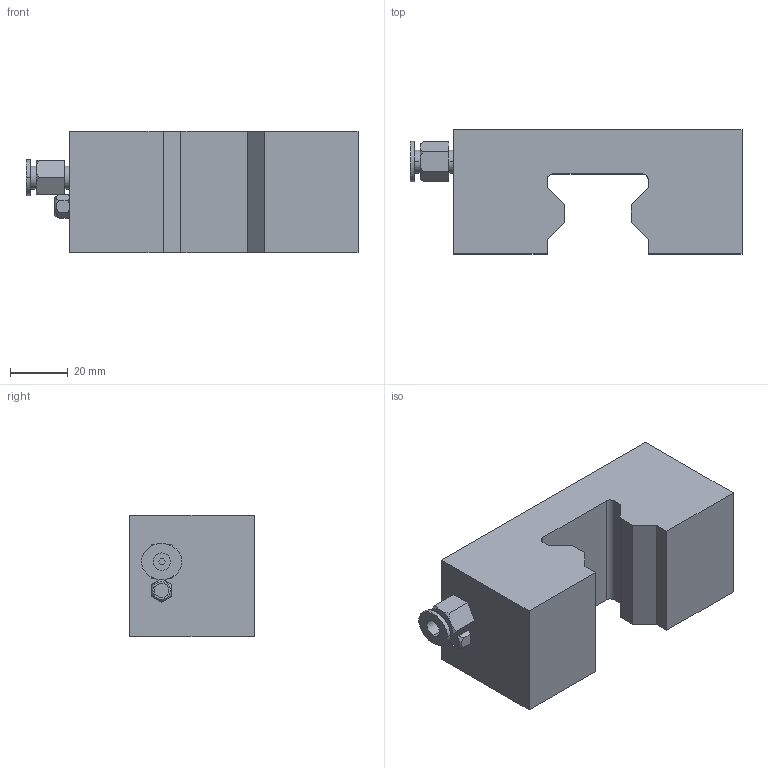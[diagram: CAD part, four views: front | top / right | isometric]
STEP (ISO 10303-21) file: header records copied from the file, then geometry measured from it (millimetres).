
FILE_DESCRIPTION (( 'STEP AP214' ), '1' );
FILE_NAME ('CP35R.STEP', '2017-01-21T03:11:25', ( 'Sky123.Org' ), ( 'Sky123.Org' ), 'SwSTEP 2.0', 'SolidWorks 2012', '' );
FILE_SCHEMA (( 'AUTOMOTIVE_DESIGN' ));
Length unit declared in the file: millimetre
Products named in the file (1): CP35R
Bounding box: 115 x 43 x 42 mm (x, y, z)
Volume: 145446.3 mm3; surface area: 24807.6 mm2
Topology: 5 solids, 5 shells, 150 faces, 340 edges, 210 vertices
Faces by surface type: plane 70, cylinder 36, cone 32, torus 10, bspline 2
Entity records: 6100 total; most frequent: CARTESIAN_POINT 1031, DIRECTION 708, ORIENTED_EDGE 664, EDGE_CURVE 332, AXIS2_PLACEMENT_3D 259, VERTEX_POINT 210, VECTOR 190, LINE 190
